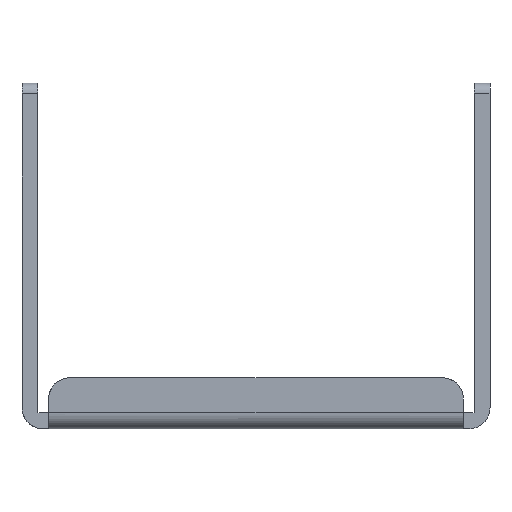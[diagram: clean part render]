
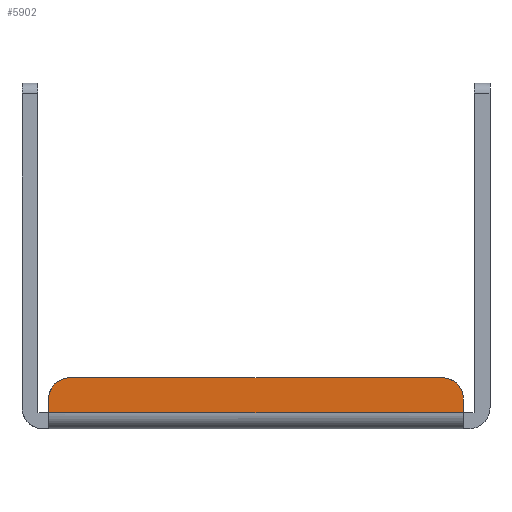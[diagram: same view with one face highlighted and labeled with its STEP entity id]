
A CAD part, front view. The second image highlights one B-rep face of the part: STEP entity #5902.
In plain terms, the highlighted planar face has unit normal (0, -1, 0).
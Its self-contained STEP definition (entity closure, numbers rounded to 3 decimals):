
#3890=CARTESIAN_POINT('Line Origine',(19.5,-13.,2.15)) ;
#3894=CARTESIAN_POINT('Vertex',(19.5,-13.,2.8)) ;
#3896=CARTESIAN_POINT('Vertex',(19.5,-13.,1.5)) ;
#4598=CARTESIAN_POINT('Vertex',(-19.5,-13.,1.5)) ;
#4601=CARTESIAN_POINT('Line Origine',(-19.5,-13.,2.15)) ;
#4605=CARTESIAN_POINT('Vertex',(-19.5,-13.,2.8)) ;
#5750=CARTESIAN_POINT('Line Origine',(0.,-13.,1.5)) ;
#5846=CARTESIAN_POINT('Axis2P3D Location',(0.,-13.,1.5)) ;
#5852=CARTESIAN_POINT('Control Point',(19.5,-13.,2.8)) ;
#5853=CARTESIAN_POINT('Control Point',(19.5,-13.,3.008)) ;
#5854=CARTESIAN_POINT('Control Point',(19.473,-13.,3.216)) ;
#5855=CARTESIAN_POINT('Control Point',(19.419,-13.,3.419)) ;
#5856=CARTESIAN_POINT('Control Point',(19.259,-13.,3.806)) ;
#5857=CARTESIAN_POINT('Control Point',(19.006,-13.,4.141)) ;
#5858=CARTESIAN_POINT('Control Point',(18.858,-13.,4.29)) ;
#5859=CARTESIAN_POINT('Control Point',(18.527,-13.,4.547)) ;
#5860=CARTESIAN_POINT('Control Point',(18.142,-13.,4.711)) ;
#5861=CARTESIAN_POINT('Control Point',(17.939,-13.,4.768)) ;
#5862=CARTESIAN_POINT('Control Point',(17.727,-13.,4.798)) ;
#5863=CARTESIAN_POINT('Control Point',(17.514,-13.,4.8)) ;
#5864=CARTESIAN_POINT('Control Point',(17.51,-13.,4.8)) ;
#5865=CARTESIAN_POINT('Control Point',(17.505,-13.,4.8)) ;
#5866=CARTESIAN_POINT('Control Point',(17.5,-13.,4.8)) ;
#5867=CARTESIAN_POINT('Vertex',(17.5,-13.,4.8)) ;
#5870=CARTESIAN_POINT('Line Origine',(0.,-13.,4.8)) ;
#5874=CARTESIAN_POINT('Vertex',(-17.5,-13.,4.8)) ;
#5878=CARTESIAN_POINT('Control Point',(-17.5,-13.,4.8)) ;
#5879=CARTESIAN_POINT('Control Point',(-17.708,-13.,4.8)) ;
#5880=CARTESIAN_POINT('Control Point',(-17.916,-13.,4.773)) ;
#5881=CARTESIAN_POINT('Control Point',(-18.119,-13.,4.719)) ;
#5882=CARTESIAN_POINT('Control Point',(-18.506,-13.,4.559)) ;
#5883=CARTESIAN_POINT('Control Point',(-18.841,-13.,4.306)) ;
#5884=CARTESIAN_POINT('Control Point',(-18.99,-13.,4.158)) ;
#5885=CARTESIAN_POINT('Control Point',(-19.247,-13.,3.827)) ;
#5886=CARTESIAN_POINT('Control Point',(-19.411,-13.,3.442)) ;
#5887=CARTESIAN_POINT('Control Point',(-19.468,-13.,3.239)) ;
#5888=CARTESIAN_POINT('Control Point',(-19.498,-13.,3.027)) ;
#5889=CARTESIAN_POINT('Control Point',(-19.5,-13.,2.814)) ;
#5890=CARTESIAN_POINT('Control Point',(-19.5,-13.,2.81)) ;
#5891=CARTESIAN_POINT('Control Point',(-19.5,-13.,2.805)) ;
#5892=CARTESIAN_POINT('Control Point',(-19.5,-13.,2.8)) ;
#3891=DIRECTION('Vector Direction',(0.,0.,-1.)) ;
#4602=DIRECTION('Vector Direction',(0.,0.,-1.)) ;
#5751=DIRECTION('Vector Direction',(1.,0.,0.)) ;
#5847=DIRECTION('Axis2P3D Direction',(0.,1.,0.)) ;
#5848=DIRECTION('Axis2P3D XDirection',(0.,-0.,1.)) ;
#5871=DIRECTION('Vector Direction',(-1.,0.,0.)) ;
#5849=AXIS2_PLACEMENT_3D('Plane Axis2P3D',#5846,#5847,#5848) ;
#5895=ORIENTED_EDGE('',*,*,#4607,.T.) ;
#5896=ORIENTED_EDGE('',*,*,#5754,.T.) ;
#5897=ORIENTED_EDGE('',*,*,#3898,.F.) ;
#5898=ORIENTED_EDGE('',*,*,#5869,.T.) ;
#5899=ORIENTED_EDGE('',*,*,#5876,.T.) ;
#5900=ORIENTED_EDGE('',*,*,#5893,.T.) ;
#3892=VECTOR('Line Direction',#3891,1.) ;
#4603=VECTOR('Line Direction',#4602,1.) ;
#5752=VECTOR('Line Direction',#5751,1.) ;
#5872=VECTOR('Line Direction',#5871,1.) ;
#5902=ADVANCED_FACE('Fillet6',(#5901),#5850,.F.) ;
#5851=B_SPLINE_CURVE_WITH_KNOTS('',5,(#5852,#5853,#5854,#5855,#5856,#5857,#5858,#5859,#5860,#5861,#5862,#5863,#5864,#5865,#5866),.UNSPECIFIED.,.F.,.U.,(6,3,3,3,6),(0.,1.47,2.939,4.409,4.443),.UNSPECIFIED.) ;
#5877=B_SPLINE_CURVE_WITH_KNOTS('',5,(#5878,#5879,#5880,#5881,#5882,#5883,#5884,#5885,#5886,#5887,#5888,#5889,#5890,#5891,#5892),.UNSPECIFIED.,.F.,.U.,(6,3,3,3,6),(0.,1.47,2.939,4.409,4.443),.UNSPECIFIED.) ;
#3898=EDGE_CURVE('',#3895,#3897,#3893,.T.) ;
#4607=EDGE_CURVE('',#4606,#4599,#4604,.T.) ;
#5754=EDGE_CURVE('',#4599,#3897,#5753,.T.) ;
#5869=EDGE_CURVE('',#3895,#5868,#5851,.T.) ;
#5876=EDGE_CURVE('',#5868,#5875,#5873,.T.) ;
#5893=EDGE_CURVE('',#5875,#4606,#5877,.T.) ;
#5894=EDGE_LOOP('',(#5895,#5896,#5897,#5898,#5899,#5900)) ;
#5901=FACE_OUTER_BOUND('',#5894,.T.) ;
#3893=LINE('Line',#3890,#3892) ;
#4604=LINE('Line',#4601,#4603) ;
#5753=LINE('Line',#5750,#5752) ;
#5873=LINE('Line',#5870,#5872) ;
#5850=PLANE('Plane',#5849) ;
#3895=VERTEX_POINT('',#3894) ;
#3897=VERTEX_POINT('',#3896) ;
#4599=VERTEX_POINT('',#4598) ;
#4606=VERTEX_POINT('',#4605) ;
#5868=VERTEX_POINT('',#5867) ;
#5875=VERTEX_POINT('',#5874) ;
